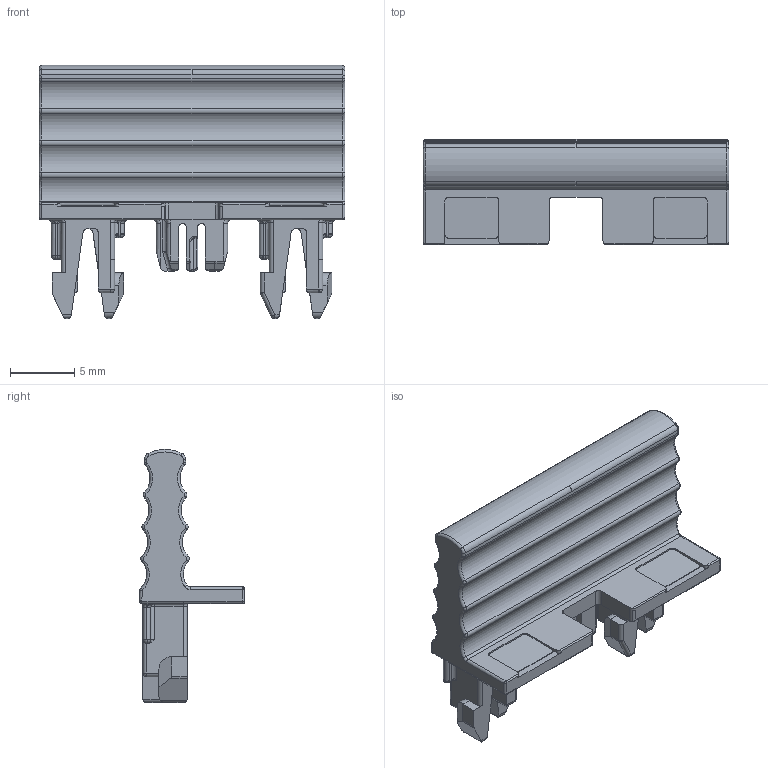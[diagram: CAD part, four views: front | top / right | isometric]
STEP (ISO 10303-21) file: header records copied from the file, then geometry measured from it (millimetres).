
FILE_DESCRIPTION(('CATIA V5 STEP Exchange','CAx-IF Rec.Pracs.--- Model Styling and Organization---1.4--- 2014-01-23'),'2;1');
FILE_NAME ('1175546-3_2', '2021-02-05T07:05:53+00:00', ('none'), ('Weidmueller'), 'CATIA Version 5-6 Release 2016 SP3 HF44', 'CATIA V5 STEP AP214', 'none');
FILE_SCHEMA(('AUTOMOTIVE_DESIGN { 1 0 10303 214 1 1 1 1 }'));
Length unit declared in the file: millimetre
Products named in the file (1): 2710440000
Bounding box: 23.8 x 8.2 x 19.7 mm (x, y, z)
Volume: 1152.8 mm3; surface area: 1397.9 mm2
Topology: 1 solids, 1 shells, 469 faces, 1206 edges, 697 vertices
Faces by surface type: cylinder 220, plane 121, torus 79, sphere 31, bspline 18
Entity records: 18462 total; most frequent: CARTESIAN_POINT 8100, ORIENTED_EDGE 2322, DIRECTION 1777, EDGE_CURVE 1161, AXIS2_PLACEMENT_3D 805, VERTEX_POINT 697, VECTOR 556, LINE 556
